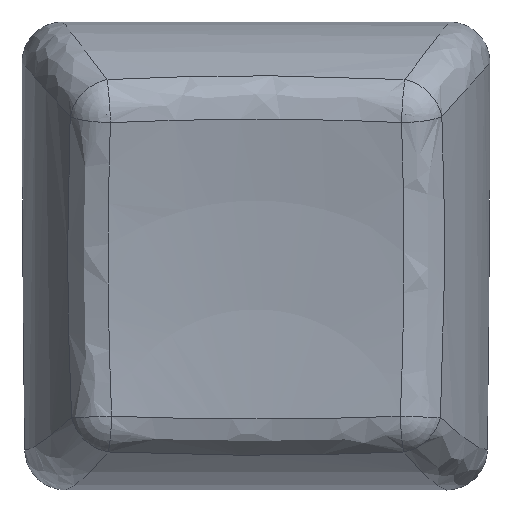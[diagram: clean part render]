
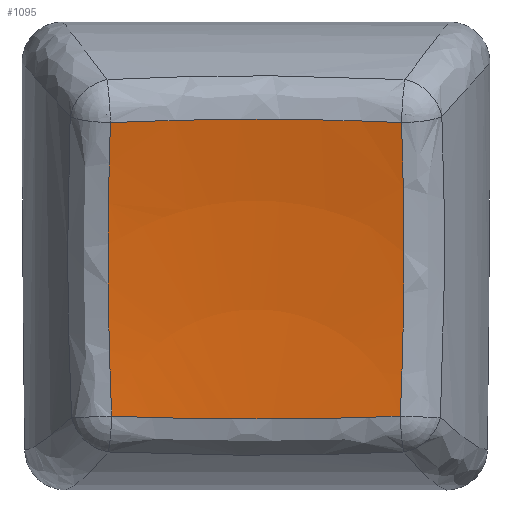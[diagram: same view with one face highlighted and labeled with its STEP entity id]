
A CAD part, top view. The second image highlights one B-rep face of the part: STEP entity #1095.
In plain terms, the highlighted spherical face has radius 66.989 mm.
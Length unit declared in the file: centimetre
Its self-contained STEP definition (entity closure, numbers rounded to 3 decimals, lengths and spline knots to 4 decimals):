
#40=SPHERICAL_SURFACE('',#1182,6.6989);
#63=B_SPLINE_CURVE_WITH_KNOTS('',3,(#1822,#1823,#1824,#1825),
 .UNSPECIFIED.,.F.,.F.,(4,4),(-1.7266,-0.543),
 .UNSPECIFIED.);
#64=B_SPLINE_CURVE_WITH_KNOTS('',3,(#1827,#1828,#1829,#1830),
 .UNSPECIFIED.,.F.,.F.,(4,4),(-1.6614,-0.4953),
 .UNSPECIFIED.);
#65=B_SPLINE_CURVE_WITH_KNOTS('',3,(#1832,#1833,#1834,#1835),
 .UNSPECIFIED.,.F.,.F.,(4,4),(-1.7491,-0.5654),
 .UNSPECIFIED.);
#66=B_SPLINE_CURVE_WITH_KNOTS('',3,(#1836,#1837,#1838,#1839),
 .UNSPECIFIED.,.F.,.F.,(4,4),(-1.6439,-0.4879),
 .UNSPECIFIED.);
#199=FACE_OUTER_BOUND('',#270,.T.);
#270=EDGE_LOOP('',(#843,#844,#845,#846));
#492=VERTEX_POINT('',#1820);
#493=VERTEX_POINT('',#1821);
#494=VERTEX_POINT('',#1826);
#495=VERTEX_POINT('',#1831);
#620=EDGE_CURVE('',#492,#493,#63,.T.);
#621=EDGE_CURVE('',#494,#492,#64,.T.);
#622=EDGE_CURVE('',#495,#494,#65,.T.);
#623=EDGE_CURVE('',#493,#495,#66,.T.);
#843=ORIENTED_EDGE('',*,*,#620,.F.);
#844=ORIENTED_EDGE('',*,*,#621,.F.);
#845=ORIENTED_EDGE('',*,*,#622,.F.);
#846=ORIENTED_EDGE('',*,*,#623,.F.);
#1095=ADVANCED_FACE('',(#199),#40,.F.);
#1182=AXIS2_PLACEMENT_3D('',#1819,#1395,#1396);
#1395=DIRECTION('center_axis',(0.,0.,1.));
#1396=DIRECTION('ref_axis',(1.,0.,0.));
#1819=CARTESIAN_POINT('Origin',(4.7625,3.9454,7.4402));
#1820=CARTESIAN_POINT('',(5.3313,5.2823,0.9008));
#1821=CARTESIAN_POINT('',(5.3263,4.1353,0.7678));
#1822=CARTESIAN_POINT('Ctrl Pts',(5.3313,5.2823,0.9008));
#1823=CARTESIAN_POINT('Ctrl Pts',(5.3445,4.9047,0.8247));
#1824=CARTESIAN_POINT('Ctrl Pts',(5.3431,4.5202,0.7802));
#1825=CARTESIAN_POINT('Ctrl Pts',(5.3263,4.1353,0.7678));
#1826=CARTESIAN_POINT('',(4.1937,5.2823,0.9008));
#1827=CARTESIAN_POINT('Ctrl Pts',(4.1937,5.2823,0.9008));
#1828=CARTESIAN_POINT('Ctrl Pts',(4.5719,5.2996,0.8714));
#1829=CARTESIAN_POINT('Ctrl Pts',(4.9531,5.2996,0.8714));
#1830=CARTESIAN_POINT('Ctrl Pts',(5.3313,5.2823,0.9008));
#1831=CARTESIAN_POINT('',(4.1987,4.1353,0.7678));
#1832=CARTESIAN_POINT('Ctrl Pts',(4.1987,4.1353,0.7678));
#1833=CARTESIAN_POINT('Ctrl Pts',(4.1819,4.5202,0.7802));
#1834=CARTESIAN_POINT('Ctrl Pts',(4.1805,4.9047,0.8247));
#1835=CARTESIAN_POINT('Ctrl Pts',(4.1937,5.2823,0.9008));
#1836=CARTESIAN_POINT('Ctrl Pts',(5.3263,4.1353,0.7678));
#1837=CARTESIAN_POINT('Ctrl Pts',(4.9515,4.1206,0.7357));
#1838=CARTESIAN_POINT('Ctrl Pts',(4.5735,4.1206,0.7357));
#1839=CARTESIAN_POINT('Ctrl Pts',(4.1987,4.1353,0.7678));
